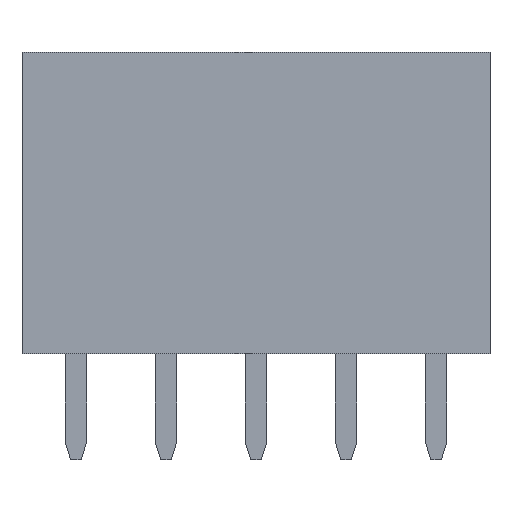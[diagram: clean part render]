
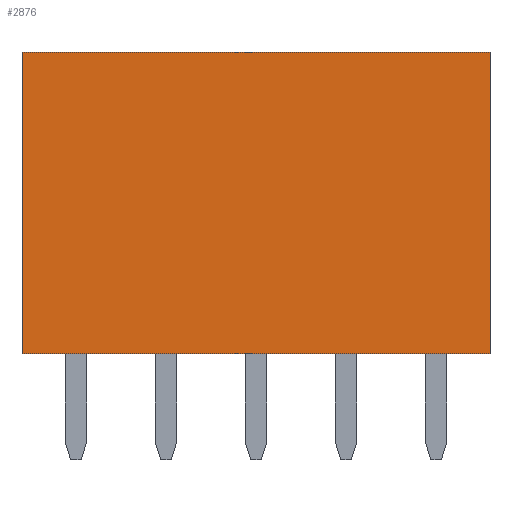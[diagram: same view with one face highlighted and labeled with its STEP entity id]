
A CAD part, left-side view. The second image highlights one B-rep face of the part: STEP entity #2876.
In plain terms, the highlighted planar face has unit normal (-1, 0, 0).
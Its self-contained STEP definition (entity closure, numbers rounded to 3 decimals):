
#170=FACE_OUTER_BOUND('',#330,.T.);
#330=EDGE_LOOP('',(#2282,#2283,#2284,#2285));
#422=LINE('',#3839,#816);
#634=LINE('',#4267,#1028);
#636=LINE('',#4270,#1030);
#638=LINE('',#4274,#1032);
#816=VECTOR('',#3131,8.5);
#1028=VECTOR('',#3487,8.5);
#1030=VECTOR('',#3491,13.2);
#1032=VECTOR('',#3497,13.2);
#1210=VERTEX_POINT('',#3836);
#1211=VERTEX_POINT('',#3838);
#1354=VERTEX_POINT('',#4264);
#1355=VERTEX_POINT('',#4266);
#1466=EDGE_CURVE('',#1211,#1210,#422,.T.);
#1678=EDGE_CURVE('',#1354,#1355,#634,.T.);
#1680=EDGE_CURVE('',#1210,#1355,#636,.T.);
#1682=EDGE_CURVE('',#1211,#1354,#638,.T.);
#2282=ORIENTED_EDGE('',*,*,#1466,.T.);
#2283=ORIENTED_EDGE('',*,*,#1680,.T.);
#2284=ORIENTED_EDGE('',*,*,#1678,.F.);
#2285=ORIENTED_EDGE('',*,*,#1682,.F.);
#2721=PLANE('',#3045);
#2876=ADVANCED_FACE('',(#170),#2721,.T.);
#3045=AXIS2_PLACEMENT_3D('',#4273,#3495,#3496);
#3131=DIRECTION('',(0.,0.,-1.));
#3487=DIRECTION('',(0.,0.,-1.));
#3491=DIRECTION('',(0.,-1.,0.));
#3495=DIRECTION('center_axis',(-1.,0.,0.));
#3496=DIRECTION('ref_axis',(0.,0.,-1.));
#3497=DIRECTION('',(0.,-1.,0.));
#3836=CARTESIAN_POINT('',(-1.27,6.6,3.));
#3838=CARTESIAN_POINT('',(-1.27,6.6,11.5));
#3839=CARTESIAN_POINT('',(-1.27,6.6,11.5));
#4264=CARTESIAN_POINT('',(-1.27,-6.6,11.5));
#4266=CARTESIAN_POINT('',(-1.27,-6.6,3.));
#4267=CARTESIAN_POINT('',(-1.27,-6.6,11.5));
#4270=CARTESIAN_POINT('',(-1.27,6.6,3.));
#4273=CARTESIAN_POINT('Origin',(-1.27,6.6,11.5));
#4274=CARTESIAN_POINT('',(-1.27,6.6,11.5));
